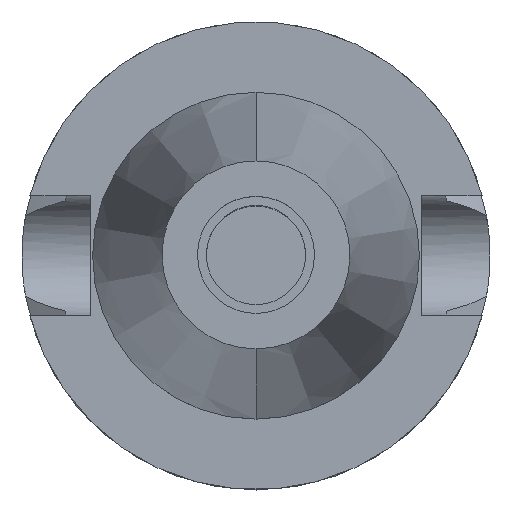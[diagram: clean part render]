
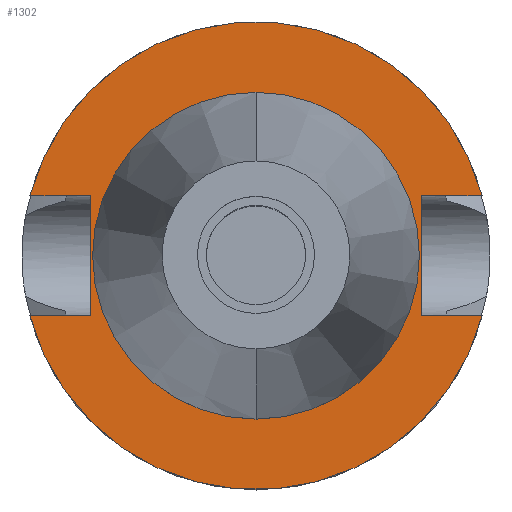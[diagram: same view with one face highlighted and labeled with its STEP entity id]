
A CAD part, top view. The second image highlights one B-rep face of the part: STEP entity #1302.
In plain terms, the highlighted planar face has unit normal (0, 0, 1).
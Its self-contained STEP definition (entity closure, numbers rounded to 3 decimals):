
#29 = DIRECTION ( 'NONE',  ( 0., -1., 0. ) ) ;
#80 = DIRECTION ( 'NONE',  ( 0., -1., 0. ) ) ;
#83 = CARTESIAN_POINT ( 'NONE',  ( 0., 0., -3. ) ) ;
#86 = CIRCLE ( 'NONE', #1893, 50. ) ;
#107 = CARTESIAN_POINT ( 'NONE',  ( 35.4, 12.85, -3. ) ) ;
#119 = EDGE_LOOP ( 'NONE', ( #159, #1424 ) ) ;
#123 = DIRECTION ( 'NONE',  ( 0., -1., 0. ) ) ;
#159 = ORIENTED_EDGE ( 'NONE', *, *, #2007, .F. ) ;
#216 = ORIENTED_EDGE ( 'NONE', *, *, #1983, .F. ) ;
#221 = ORIENTED_EDGE ( 'NONE', *, *, #2315, .T. ) ;
#222 = VECTOR ( 'NONE', #2787, 1000. ) ;
#246 = ORIENTED_EDGE ( 'NONE', *, *, #2514, .F. ) ;
#269 = LINE ( 'NONE', #1107, #222 ) ;
#318 = ORIENTED_EDGE ( 'NONE', *, *, #538, .F. ) ;
#368 = DIRECTION ( 'NONE',  ( 0., 0., 1. ) ) ;
#373 = CARTESIAN_POINT ( 'NONE',  ( 0., -34.925, -3. ) ) ;
#387 = CARTESIAN_POINT ( 'NONE',  ( 35.4, -12.85, -3. ) ) ;
#538 = EDGE_CURVE ( 'NONE', #1315, #768, #86, .T. ) ;
#570 = ORIENTED_EDGE ( 'NONE', *, *, #983, .F. ) ;
#577 = EDGE_CURVE ( 'NONE', #1715, #1315, #1229, .T. ) ;
#604 = DIRECTION ( 'NONE',  ( 1., 0., 0. ) ) ;
#622 = AXIS2_PLACEMENT_3D ( 'NONE', #2285, #368, #80 ) ;
#633 = DIRECTION ( 'NONE',  ( 0., 1., 0. ) ) ;
#660 = EDGE_CURVE ( 'NONE', #1442, #1715, #2363, .T. ) ;
#768 = VERTEX_POINT ( 'NONE', #2994 ) ;
#869 = DIRECTION ( 'NONE',  ( 0., -1., 0. ) ) ;
#950 = DIRECTION ( 'NONE',  ( 0., 0., 1. ) ) ;
#983 = EDGE_CURVE ( 'NONE', #3555, #2299, #1200, .T. ) ;
#991 = VERTEX_POINT ( 'NONE', #3165 ) ;
#1107 = CARTESIAN_POINT ( 'NONE',  ( -35.4, -12.85, -3. ) ) ;
#1119 = CARTESIAN_POINT ( 'NONE',  ( 0., 0., -3. ) ) ;
#1200 = LINE ( 'NONE', #1720, #2013 ) ;
#1229 = LINE ( 'NONE', #387, #1837 ) ;
#1302 = ADVANCED_FACE ( 'NONE', ( #2276, #3587 ), #1450, .F. ) ;
#1311 = EDGE_CURVE ( 'NONE', #1442, #991, #3379, .T. ) ;
#1315 = VERTEX_POINT ( 'NONE', #3320 ) ;
#1416 = VERTEX_POINT ( 'NONE', #373 ) ;
#1424 = ORIENTED_EDGE ( 'NONE', *, *, #2031, .F. ) ;
#1442 = VERTEX_POINT ( 'NONE', #107 ) ;
#1450 = PLANE ( 'NONE',  #2187 ) ;
#1500 = DIRECTION ( 'NONE',  ( 1., 0., 0. ) ) ;
#1536 = CARTESIAN_POINT ( 'NONE',  ( 0., 0., -3. ) ) ;
#1715 = VERTEX_POINT ( 'NONE', #3537 ) ;
#1720 = CARTESIAN_POINT ( 'NONE',  ( -35.4, 12.85, -3. ) ) ;
#1749 = DIRECTION ( 'NONE',  ( 0., 1., 0. ) ) ;
#1769 = CARTESIAN_POINT ( 'NONE',  ( 0., 0., -3. ) ) ;
#1837 = VECTOR ( 'NONE', #1500, 1000. ) ;
#1845 = CIRCLE ( 'NONE', #3048, 34.925 ) ;
#1893 = AXIS2_PLACEMENT_3D ( 'NONE', #83, #3429, #123 ) ;
#1983 = EDGE_CURVE ( 'NONE', #2299, #991, #2137, .T. ) ;
#2005 = CARTESIAN_POINT ( 'NONE',  ( 35.4, 12.85, -3. ) ) ;
#2007 = EDGE_CURVE ( 'NONE', #1416, #3439, #2302, .T. ) ;
#2013 = VECTOR ( 'NONE', #2849, 1000. ) ;
#2031 = EDGE_CURVE ( 'NONE', #3439, #1416, #1845, .T. ) ;
#2036 = CARTESIAN_POINT ( 'NONE',  ( -35.4, -12.85, -3. ) ) ;
#2081 = VECTOR ( 'NONE', #604, 1000. ) ;
#2137 = CIRCLE ( 'NONE', #2423, 50. ) ;
#2187 = AXIS2_PLACEMENT_3D ( 'NONE', #1119, #3394, #29 ) ;
#2215 = CARTESIAN_POINT ( 'NONE',  ( -48.321, 12.85, -3. ) ) ;
#2276 = FACE_OUTER_BOUND ( 'NONE', #3297, .T. ) ;
#2285 = CARTESIAN_POINT ( 'NONE',  ( 0., 0., -3. ) ) ;
#2299 = VERTEX_POINT ( 'NONE', #2215 ) ;
#2302 = CIRCLE ( 'NONE', #622, 34.925 ) ;
#2315 = EDGE_CURVE ( 'NONE', #2647, #768, #269, .T. ) ;
#2317 = ORIENTED_EDGE ( 'NONE', *, *, #660, .F. ) ;
#2363 = LINE ( 'NONE', #3425, #3334 ) ;
#2410 = CARTESIAN_POINT ( 'NONE',  ( -35.4, -12.85, -3. ) ) ;
#2423 = AXIS2_PLACEMENT_3D ( 'NONE', #1536, #3171, #633 ) ;
#2514 = EDGE_CURVE ( 'NONE', #2647, #3555, #2610, .T. ) ;
#2610 = LINE ( 'NONE', #2036, #2768 ) ;
#2647 = VERTEX_POINT ( 'NONE', #2410 ) ;
#2768 = VECTOR ( 'NONE', #1749, 1000. ) ;
#2769 = CARTESIAN_POINT ( 'NONE',  ( 0., 34.925, -3. ) ) ;
#2787 = DIRECTION ( 'NONE',  ( -1., 0., 0. ) ) ;
#2849 = DIRECTION ( 'NONE',  ( -1., 0., 0. ) ) ;
#2850 = DIRECTION ( 'NONE',  ( 0., 1., 0. ) ) ;
#2994 = CARTESIAN_POINT ( 'NONE',  ( -48.321, -12.85, -3. ) ) ;
#3007 = ORIENTED_EDGE ( 'NONE', *, *, #1311, .T. ) ;
#3048 = AXIS2_PLACEMENT_3D ( 'NONE', #1769, #950, #2850 ) ;
#3165 = CARTESIAN_POINT ( 'NONE',  ( 48.321, 12.85, -3. ) ) ;
#3171 = DIRECTION ( 'NONE',  ( 0., 0., -1. ) ) ;
#3297 = EDGE_LOOP ( 'NONE', ( #221, #318, #3349, #2317, #3007, #216, #570, #246 ) ) ;
#3320 = CARTESIAN_POINT ( 'NONE',  ( 48.321, -12.85, -3. ) ) ;
#3334 = VECTOR ( 'NONE', #869, 1000. ) ;
#3349 = ORIENTED_EDGE ( 'NONE', *, *, #577, .F. ) ;
#3379 = LINE ( 'NONE', #2005, #2081 ) ;
#3394 = DIRECTION ( 'NONE',  ( 0., 0., -1. ) ) ;
#3425 = CARTESIAN_POINT ( 'NONE',  ( 35.4, 12.85, -3. ) ) ;
#3429 = DIRECTION ( 'NONE',  ( 0., 0., -1. ) ) ;
#3439 = VERTEX_POINT ( 'NONE', #2769 ) ;
#3489 = CARTESIAN_POINT ( 'NONE',  ( -35.4, 12.85, -3. ) ) ;
#3537 = CARTESIAN_POINT ( 'NONE',  ( 35.4, -12.85, -3. ) ) ;
#3555 = VERTEX_POINT ( 'NONE', #3489 ) ;
#3587 = FACE_BOUND ( 'NONE', #119, .T. ) ;
